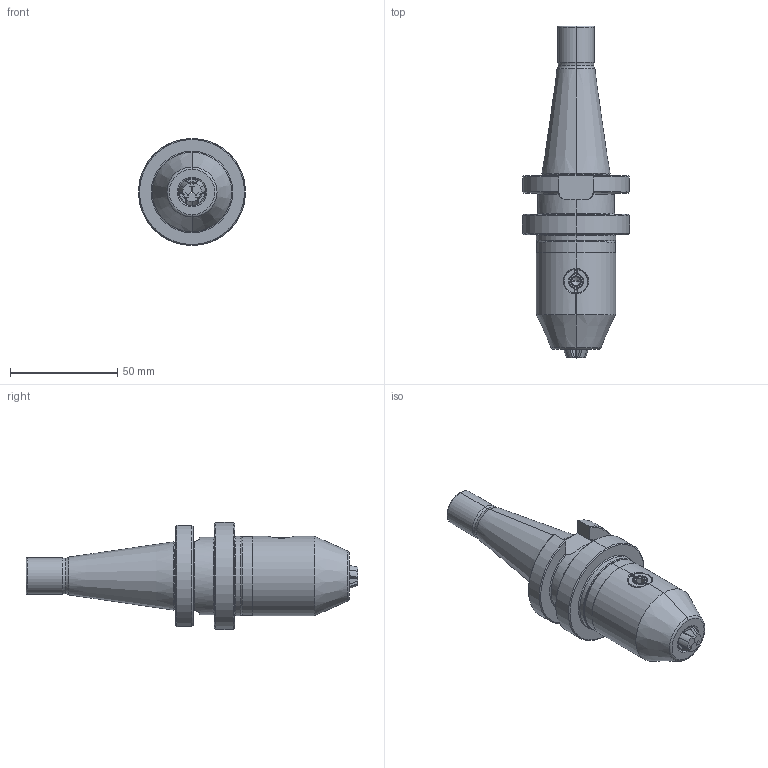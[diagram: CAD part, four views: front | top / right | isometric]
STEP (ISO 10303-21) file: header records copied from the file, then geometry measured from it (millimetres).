
FILE_DESCRIPTION (( 'STEP AP203' ), '1' );
FILE_NAME ('BF2NTF094A001A.STEP', '2021-02-09T03:28:43', ( '' ), ( '' ), 'SwSTEP 2.0', 'SolidWorks 2017', '' );
FILE_SCHEMA (( 'CONFIG_CONTROL_DESIGN' ));
Length unit declared in the file: millimetre
Products named in the file (13): BF2NTF094A001A; BB13308010001A; BB13308050001A; BB13308040001A; BA13308100101A; BB13308090001A; BB13308020101A; BB13308080001A; BE1330801A; BB12208030001A; BG2NTF0940102A; BB13308060001A; KR029106
Assembly tree (14 placements, depth 3):
  BF2NTF094A001A
    BG2NTF0940102A
    BA13308100101A
      BB13308010001A
      BB13308020101A
      BB13308040001A
      BB13308090001A
      BB13308050001A
      BB13308060001A
      BB13308080001A
      BB12208030001A  x3
      BE1330801A
      KR029106
Bounding box: 50 x 155.06 x 50 mm (x, y, z)
Volume: 109755.7 mm3; surface area: 43631 mm2
Topology: 13 solids, 13 shells, 613 faces, 1521 edges, 943 vertices
Faces by surface type: plane 204, cylinder 151, cone 138, torus 111, bspline 9
Entity records: 21838 total; most frequent: CARTESIAN_POINT 7239, DIRECTION 2862, ORIENTED_EDGE 2746, EDGE_CURVE 1373, AXIS2_PLACEMENT_3D 1184, VERTEX_POINT 853, CIRCLE 614, EDGE_LOOP 606
